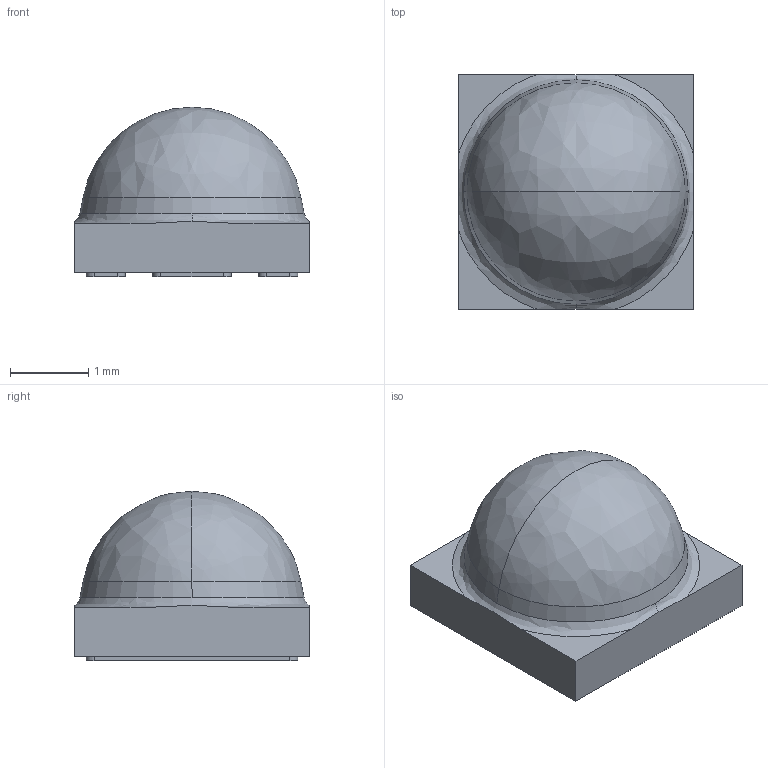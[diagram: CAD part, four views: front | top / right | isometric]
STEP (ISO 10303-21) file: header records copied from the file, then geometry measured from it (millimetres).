
FILE_DESCRIPTION (( 'STEP AP203' ), '1' );
FILE_NAME ('GF_CSSRML_24_geometry.STEP', '2021-11-24T05:14:57', ( '' ), ( '' ), 'SwSTEP 2.0', 'SolidWorks 2017', '' );
FILE_SCHEMA (( 'CONFIG_CONTROL_DESIGN' ));
Length unit declared in the file: millimetre
Products named in the file (1): GF_CSSRML_24_geometry
Bounding box: 3 x 3 x 2.17 mm (x, y, z)
Volume: 12.4 mm3; surface area: 32.9 mm2
Topology: 1 solids, 1 shells, 47 faces, 124 edges, 82 vertices
Faces by surface type: plane 25, cylinder 16, bspline 4, cone 2
Entity records: 1606 total; most frequent: CARTESIAN_POINT 356, ORIENTED_EDGE 248, DIRECTION 243, EDGE_CURVE 124, AXIS2_PLACEMENT_3D 85, VERTEX_POINT 82, VECTOR 73, LINE 73
